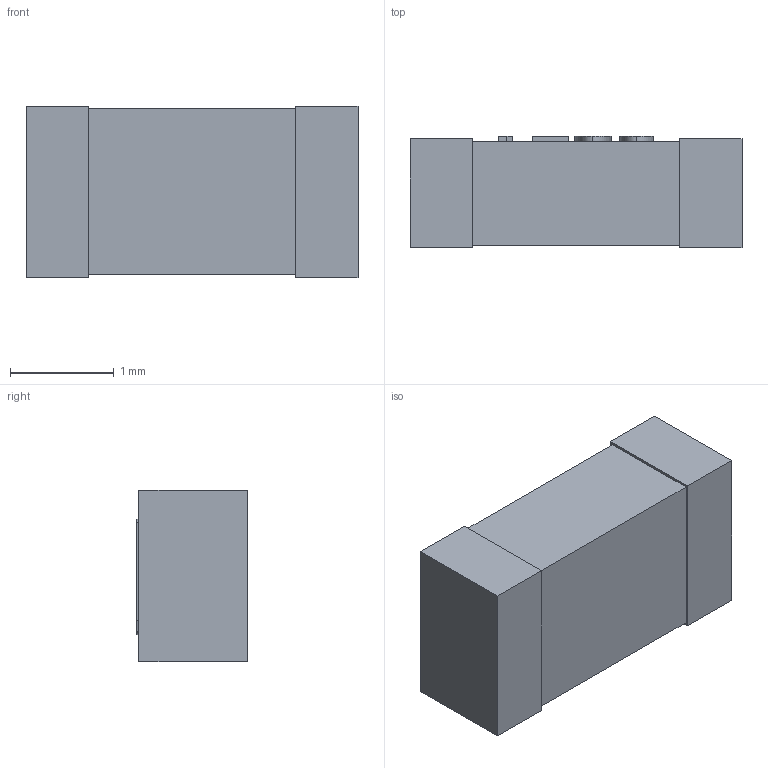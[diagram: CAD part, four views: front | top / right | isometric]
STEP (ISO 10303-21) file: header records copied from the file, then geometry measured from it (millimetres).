
FILE_DESCRIPTION (( 'STEP AP214' ), '1' );
FILE_NAME ('Capacitor- 1206.STEP', '2015-02-12T09:07:54', ( '' ), ( '' ), 'SwSTEP 2.0', 'SolidWorks 2014', '' );
FILE_SCHEMA (( 'AUTOMOTIVE_DESIGN' ));
Length unit declared in the file: inch
Products named in the file (1): Capacitor- 1206
Bounding box: 3.2 x 1.07 x 1.65 mm (x, y, z)
Volume: 5.3 mm3; surface area: 21.3 mm2
Topology: 1 solids, 1 shells, 61 faces, 153 edges, 102 vertices
Faces by surface type: plane 37, bspline 24
Entity records: 4044 total; most frequent: CARTESIAN_POINT 1909, ORIENTED_EDGE 306, DIRECTION 181, EDGE_CURVE 153, LINE 105, VECTOR 105, VERTEX_POINT 102, EDGE_LOOP 69
